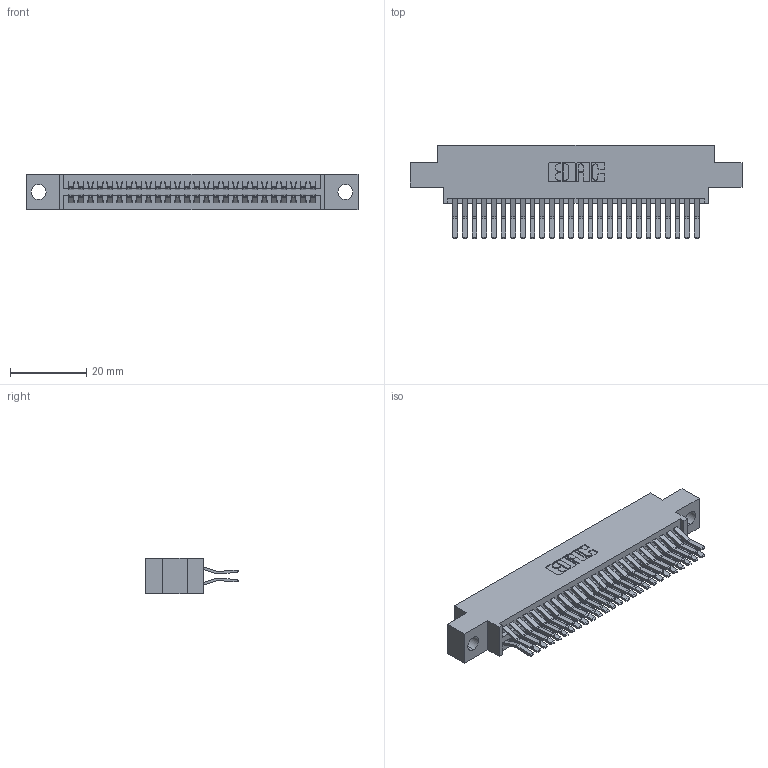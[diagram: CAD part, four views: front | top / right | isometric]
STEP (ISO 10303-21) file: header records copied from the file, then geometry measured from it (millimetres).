
FILE_DESCRIPTION (( 'STEP AP203' ), '1' );
FILE_NAME ('395-052-560-804.STEP', '2021-06-17T00:33:31', ( '' ), ( '' ), 'SwSTEP 2.0', 'SolidWorks 2020', '' );
FILE_SCHEMA (( 'CONFIG_CONTROL_DESIGN' ));
Length unit declared in the file: inch
Products named in the file (3): 395-052-560-804; 345-292-001_560 Tail; 345 Part_0.170 Offset - 0.156 Dia-TI
Assembly tree (53 placements, depth 2):
  395-052-560-804
    345 Part_0.170 Offset - 0.156 Dia-TI
    345-292-001_560 Tail  x52
Bounding box: 87.25 x 24.45 x 9.4 mm (x, y, z)
Volume: 8448.4 mm3; surface area: 13050 mm2
Topology: 53 solids, 53 shells, 2848 faces, 8449 edges, 5562 vertices
Faces by surface type: plane 1814, cylinder 1034
Entity records: 23193 total; most frequent: CARTESIAN_POINT 3910, ORIENTED_EDGE 3842, DIRECTION 3469, EDGE_CURVE 1921, LINE 1681, VECTOR 1681, VERTEX_POINT 1278, AXIS2_PLACEMENT_3D 894
